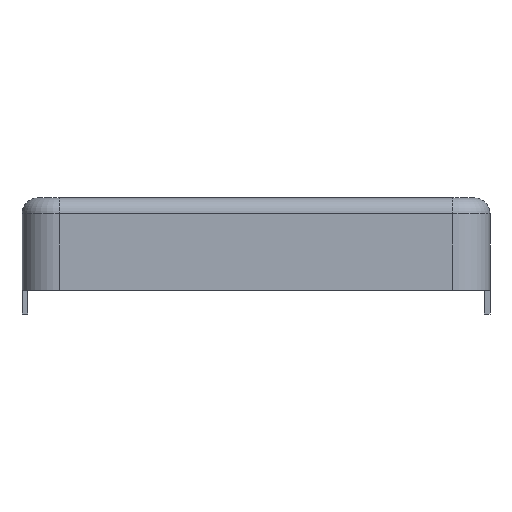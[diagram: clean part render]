
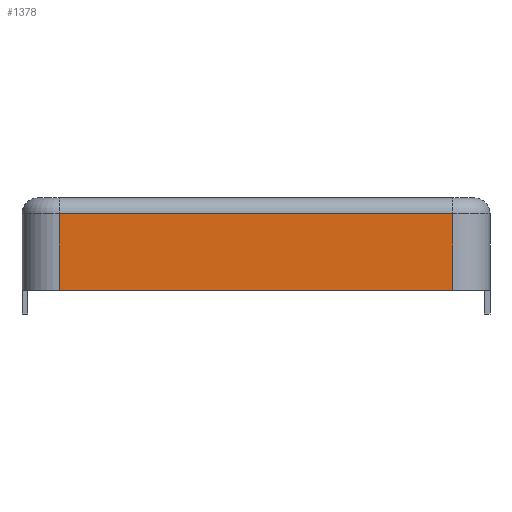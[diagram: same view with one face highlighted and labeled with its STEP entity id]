
A CAD part, left-side view. The second image highlights one B-rep face of the part: STEP entity #1378.
In plain terms, the highlighted face is planar.
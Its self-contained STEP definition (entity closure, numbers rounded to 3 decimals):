
#46=PLANE('',#1535);
#335=ORIENTED_EDGE('',*,*,#582,.T.);
#336=ORIENTED_EDGE('',*,*,#612,.F.);
#337=ORIENTED_EDGE('',*,*,#682,.F.);
#338=ORIENTED_EDGE('',*,*,#605,.T.);
#582=EDGE_CURVE('',#783,#782,#897,.T.);
#605=EDGE_CURVE('',#765,#783,#909,.T.);
#612=EDGE_CURVE('',#804,#782,#914,.T.);
#682=EDGE_CURVE('',#765,#804,#951,.T.);
#765=VERTEX_POINT('',#2080);
#782=VERTEX_POINT('',#2119);
#783=VERTEX_POINT('',#2121);
#804=VERTEX_POINT('',#2179);
#897=LINE('',#2120,#1009);
#909=LINE('',#2168,#1021);
#914=LINE('',#2180,#1026);
#951=LINE('',#2318,#1063);
#1009=VECTOR('',#1669,1000.);
#1021=VECTOR('',#1715,1000.);
#1026=VECTOR('',#1728,1000.);
#1063=VECTOR('',#1865,1000.);
#1153=EDGE_LOOP('',(#335,#336,#337,#338));
#1251=FACE_BOUND('',#1153,.T.);
#1378=ADVANCED_FACE('',(#1251),#46,.T.);
#1535=AXIS2_PLACEMENT_3D('',#2337,#1885,#1886);
#1669=DIRECTION('',(-1.,0.,0.));
#1715=DIRECTION('',(0.,-1.,0.));
#1728=DIRECTION('',(0.,-1.,0.));
#1865=DIRECTION('',(-1.,0.,0.));
#1885=DIRECTION('',(0.,0.,-1.));
#1886=DIRECTION('',(0.,-1.,0.));
#2080=CARTESIAN_POINT('',(10.,-0.8,-16.15));
#2119=CARTESIAN_POINT('',(-10.,-4.7,-16.15));
#2120=CARTESIAN_POINT('',(10.,-4.7,-16.15));
#2121=CARTESIAN_POINT('',(10.,-4.7,-16.15));
#2168=CARTESIAN_POINT('',(10.,0.,-16.15));
#2179=CARTESIAN_POINT('',(-10.,-0.8,-16.15));
#2180=CARTESIAN_POINT('',(-10.,0.,-16.15));
#2318=CARTESIAN_POINT('',(10.,-0.8,-16.15));
#2337=CARTESIAN_POINT('',(10.,0.,-16.15));
